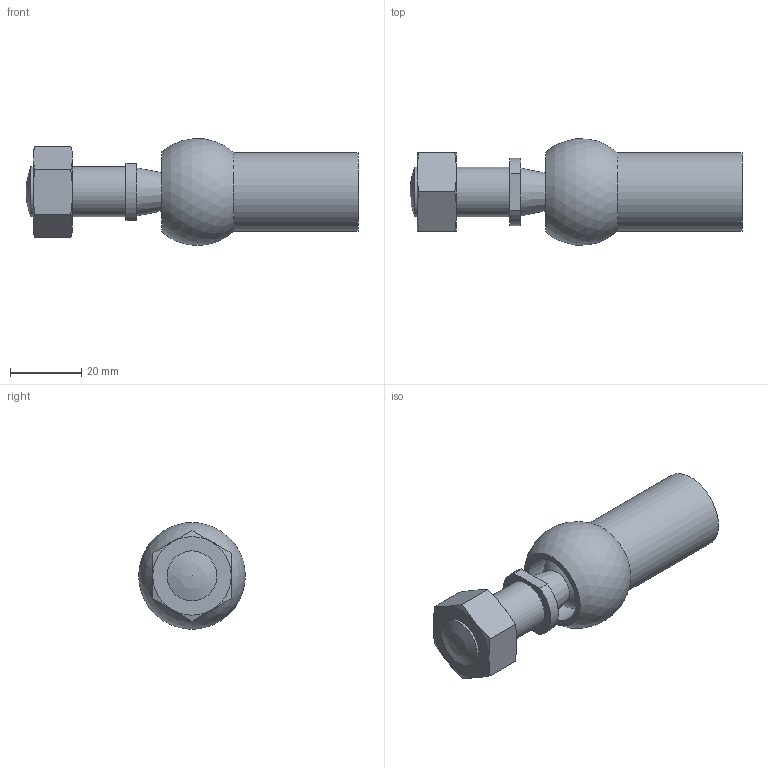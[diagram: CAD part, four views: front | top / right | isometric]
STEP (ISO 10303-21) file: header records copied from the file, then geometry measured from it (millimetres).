
FILE_DESCRIPTION( ( 'STEP AP214' ), '1' );
FILE_NAME( 'K0715.19_0.stp', '2020-12-09T12:41:26', ( '' ), ( '' ), ' ', 'PARTsolutions', ' ' );
FILE_SCHEMA( ( 'AUTOMOTIVE_DESIGN { 1 0 10303 214 1 1 1 1 }' ) );
Length unit declared in the file: millimetre
Products named in the file (1): _K0715.19_0
Bounding box: 93 x 29.86 x 29.87 mm (x, y, z)
Volume: 29605.3 mm3; surface area: 9904.3 mm2
Topology: 1 solids, 1 shells, 39 faces, 83 edges, 50 vertices
Faces by surface type: cone 15, plane 14, cylinder 7, sphere 3
Full cylindrical faces by diameter (mm): 12.376 x1, 14 x2, 19 x1, 22 x1
Entity records: 1356 total; most frequent: CARTESIAN_POINT 276, DIRECTION 154, ORIENTED_EDGE 136, AXIS2_PLACEMENT_3D 70, EDGE_CURVE 68, EDGE_LOOP 54, VERTEX_POINT 48, FACE_OUTER_BOUND 46
